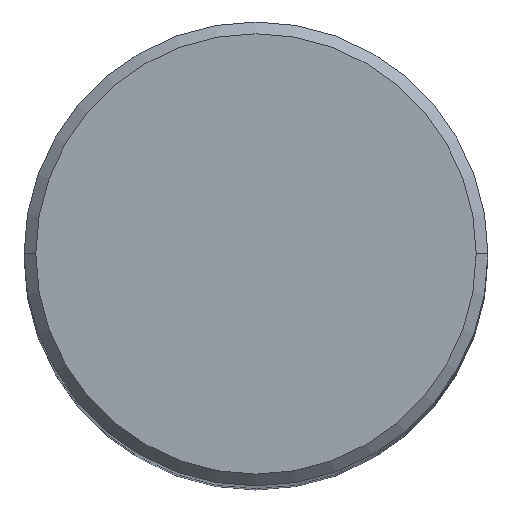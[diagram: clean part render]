
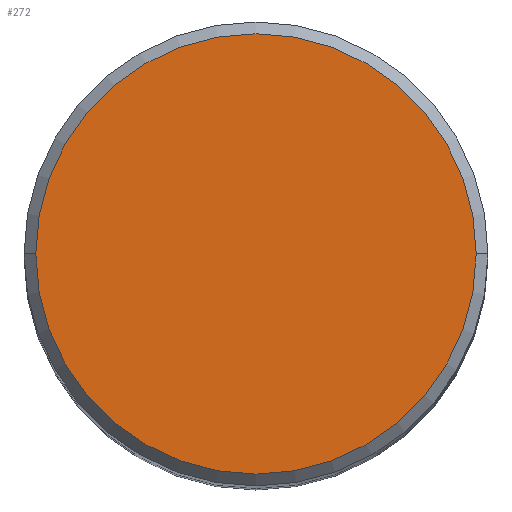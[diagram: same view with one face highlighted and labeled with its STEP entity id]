
A CAD part, top view. The second image highlights one B-rep face of the part: STEP entity #272.
In plain terms, the highlighted planar face has unit normal (0, 0, 1).
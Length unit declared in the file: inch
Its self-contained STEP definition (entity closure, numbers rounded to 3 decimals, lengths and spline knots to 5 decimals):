
#17 = PLANE ( 'NONE',  #289 ) ;
#31 = ORIENTED_EDGE ( 'NONE', *, *, #191, .T. ) ;
#43 = CARTESIAN_POINT ( 'NONE',  ( -0.3737, 0., 0. ) ) ;
#53 = EDGE_LOOP ( 'NONE', ( #31, #218 ) ) ;
#76 = EDGE_CURVE ( 'NONE', #222, #152, #268, .T. ) ;
#95 = AXIS2_PLACEMENT_3D ( 'NONE', #298, #179, #370 ) ;
#99 = DIRECTION ( 'NONE',  ( 0., 0., 1. ) ) ;
#103 = DIRECTION ( 'NONE',  ( 1., 0., 0. ) ) ;
#144 = DIRECTION ( 'NONE',  ( -1., 0., 0. ) ) ;
#148 = CARTESIAN_POINT ( 'NONE',  ( 0., 0.3737, 0. ) ) ;
#152 = VERTEX_POINT ( 'NONE', #43 ) ;
#170 = AXIS2_PLACEMENT_3D ( 'NONE', #357, #99, #103 ) ;
#179 = DIRECTION ( 'NONE',  ( 0., 0., 1. ) ) ;
#191 = EDGE_CURVE ( 'NONE', #152, #222, #229, .T. ) ;
#215 = CARTESIAN_POINT ( 'NONE',  ( 0.3737, 0., 0. ) ) ;
#218 = ORIENTED_EDGE ( 'NONE', *, *, #76, .T. ) ;
#222 = VERTEX_POINT ( 'NONE', #215 ) ;
#229 = CIRCLE ( 'NONE', #95, 0.3737 ) ;
#268 = CIRCLE ( 'NONE', #170, 0.3737 ) ;
#272 = ADVANCED_FACE ( 'NONE', ( #303 ), #17, .F. ) ;
#289 = AXIS2_PLACEMENT_3D ( 'NONE', #148, #338, #144 ) ;
#298 = CARTESIAN_POINT ( 'NONE',  ( 0., 0., 0. ) ) ;
#303 = FACE_OUTER_BOUND ( 'NONE', #53, .T. ) ;
#338 = DIRECTION ( 'NONE',  ( 0., 0., -1. ) ) ;
#357 = CARTESIAN_POINT ( 'NONE',  ( 0., 0., 0. ) ) ;
#370 = DIRECTION ( 'NONE',  ( 1., 0., 0. ) ) ;
